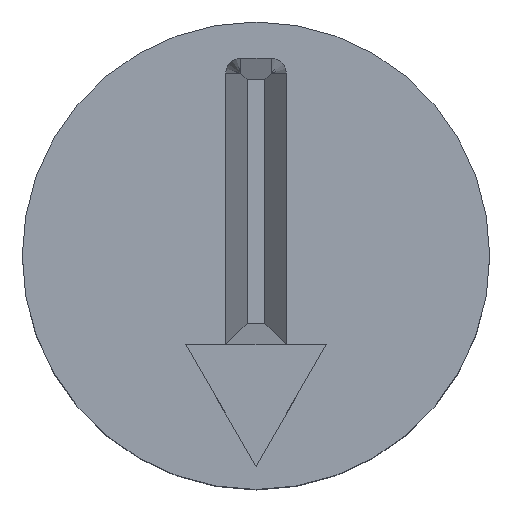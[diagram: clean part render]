
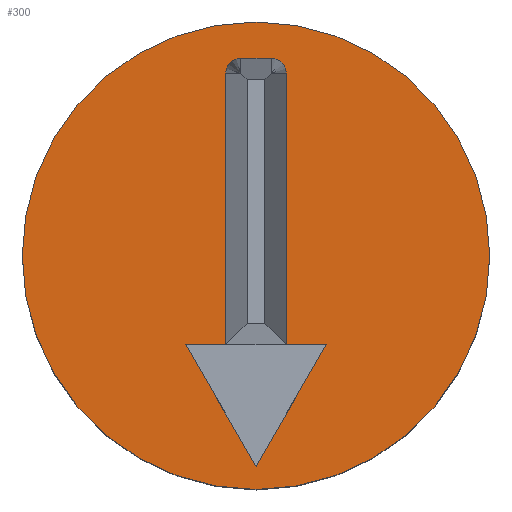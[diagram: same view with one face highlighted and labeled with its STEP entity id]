
A CAD part, top view. The second image highlights one B-rep face of the part: STEP entity #300.
In plain terms, the highlighted planar face has unit normal (0, 0, 1).
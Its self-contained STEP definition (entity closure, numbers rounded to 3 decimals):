
#22=FACE_BOUND('',#59,.T.);
#24=CIRCLE('',#343,1.55);
#25=CIRCLE('',#344,0.1);
#26=CIRCLE('',#345,0.1);
#39=FACE_OUTER_BOUND('',#58,.T.);
#58=EDGE_LOOP('',(#219));
#59=EDGE_LOOP('',(#220,#221,#222,#223,#224,#225,#226,#227,#228));
#75=LINE('',#464,#105);
#77=LINE('',#468,#107);
#81=LINE('',#476,#111);
#84=LINE('',#481,#114);
#86=LINE('',#488,#116);
#87=LINE('',#492,#117);
#88=LINE('',#495,#118);
#105=VECTOR('',#372,10.);
#107=VECTOR('',#374,10.);
#111=VECTOR('',#380,10.);
#114=VECTOR('',#385,10.);
#116=VECTOR('',#393,10.);
#117=VECTOR('',#396,10.);
#118=VECTOR('',#399,10.);
#135=VERTEX_POINT('',#462);
#136=VERTEX_POINT('',#463);
#137=VERTEX_POINT('',#465);
#138=VERTEX_POINT('',#467);
#141=VERTEX_POINT('',#475);
#143=VERTEX_POINT('',#485);
#144=VERTEX_POINT('',#487);
#145=VERTEX_POINT('',#489);
#146=VERTEX_POINT('',#491);
#147=VERTEX_POINT('',#493);
#161=EDGE_CURVE('',#135,#136,#75,.T.);
#163=EDGE_CURVE('',#138,#137,#77,.T.);
#167=EDGE_CURVE('',#136,#141,#81,.T.);
#170=EDGE_CURVE('',#141,#138,#84,.T.);
#172=EDGE_CURVE('',#143,#143,#24,.T.);
#173=EDGE_CURVE('',#137,#144,#86,.T.);
#174=EDGE_CURVE('',#144,#145,#25,.T.);
#175=EDGE_CURVE('',#145,#146,#87,.T.);
#176=EDGE_CURVE('',#146,#147,#26,.T.);
#177=EDGE_CURVE('',#147,#135,#88,.T.);
#219=ORIENTED_EDGE('',*,*,#172,.F.);
#220=ORIENTED_EDGE('',*,*,#161,.T.);
#221=ORIENTED_EDGE('',*,*,#167,.T.);
#222=ORIENTED_EDGE('',*,*,#170,.T.);
#223=ORIENTED_EDGE('',*,*,#163,.T.);
#224=ORIENTED_EDGE('',*,*,#173,.T.);
#225=ORIENTED_EDGE('',*,*,#174,.T.);
#226=ORIENTED_EDGE('',*,*,#175,.T.);
#227=ORIENTED_EDGE('',*,*,#176,.T.);
#228=ORIENTED_EDGE('',*,*,#177,.T.);
#288=PLANE('',#342);
#300=ADVANCED_FACE('',(#39,#22),#288,.F.);
#342=AXIS2_PLACEMENT_3D('',#484,#389,#390);
#343=AXIS2_PLACEMENT_3D('',#486,#391,#392);
#344=AXIS2_PLACEMENT_3D('',#490,#394,#395);
#345=AXIS2_PLACEMENT_3D('',#494,#397,#398);
#372=DIRECTION('',(1.,0.,0.));
#374=DIRECTION('',(1.,0.,0.));
#380=DIRECTION('',(-0.5,-0.866,0.));
#385=DIRECTION('',(-0.5,0.866,0.));
#389=DIRECTION('center_axis',(0.,0.,-1.));
#390=DIRECTION('ref_axis',(-1.,0.,0.));
#391=DIRECTION('center_axis',(0.,0.,-1.));
#392=DIRECTION('ref_axis',(-1.,0.,0.));
#393=DIRECTION('',(0.,1.,0.));
#394=DIRECTION('center_axis',(0.,0.,-1.));
#395=DIRECTION('ref_axis',(0.,-1.,0.));
#396=DIRECTION('',(1.,0.,0.));
#397=DIRECTION('center_axis',(0.,0.,-1.));
#398=DIRECTION('ref_axis',(-1.,0.,0.));
#399=DIRECTION('',(0.,-1.,0.));
#462=CARTESIAN_POINT('',(0.2,-0.59,2.));
#463=CARTESIAN_POINT('',(0.466,-0.59,2.));
#464=CARTESIAN_POINT('',(0.233,-0.59,2.));
#465=CARTESIAN_POINT('',(-0.2,-0.59,2.));
#467=CARTESIAN_POINT('',(-0.466,-0.59,2.));
#468=CARTESIAN_POINT('',(0.233,-0.59,2.));
#475=CARTESIAN_POINT('',(0.,-1.396,2.));
#476=CARTESIAN_POINT('',(0.302,-0.873,2.));
#481=CARTESIAN_POINT('',(-0.535,-0.47,2.));
#484=CARTESIAN_POINT('Origin',(0.,0.,2.));
#485=CARTESIAN_POINT('',(1.55,0.,2.));
#486=CARTESIAN_POINT('Origin',(0.,0.,2.));
#487=CARTESIAN_POINT('',(-0.2,1.21,2.));
#488=CARTESIAN_POINT('',(-0.2,0.605,2.));
#489=CARTESIAN_POINT('',(-0.1,1.31,2.));
#490=CARTESIAN_POINT('Origin',(-0.1,1.21,2.));
#491=CARTESIAN_POINT('',(0.1,1.31,2.));
#492=CARTESIAN_POINT('',(0.05,1.31,2.));
#493=CARTESIAN_POINT('',(0.2,1.21,2.));
#494=CARTESIAN_POINT('Origin',(0.1,1.21,2.));
#495=CARTESIAN_POINT('',(0.2,-0.295,2.));
